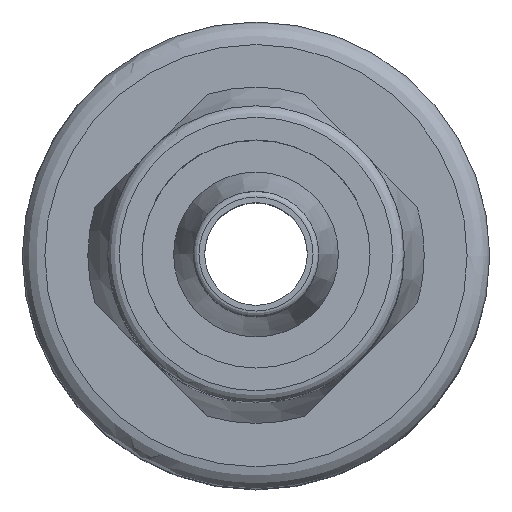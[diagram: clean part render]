
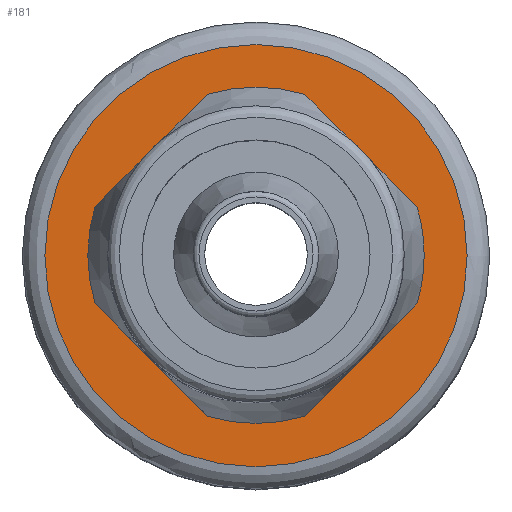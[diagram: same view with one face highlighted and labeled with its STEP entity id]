
A CAD part, top view. The second image highlights one B-rep face of the part: STEP entity #181.
In plain terms, the highlighted planar face has unit normal (0, 0, 1).
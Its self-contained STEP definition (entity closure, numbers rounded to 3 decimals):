
#75=PLANE('',#781);
#181=ADVANCED_FACE('',(#274,#275),#75,.T.);
#228=CIRCLE('',#757,2.6);
#237=CIRCLE('',#780,3.704);
#274=FACE_BOUND('',#337,.T.);
#275=FACE_BOUND('',#338,.T.);
#337=EDGE_LOOP('',(#461));
#338=EDGE_LOOP('',(#462));
#461=ORIENTED_EDGE('',*,*,#640,.F.);
#462=ORIENTED_EDGE('',*,*,#672,.F.);
#572=VERTEX_POINT('',#1068);
#595=VERTEX_POINT('',#1195);
#640=EDGE_CURVE('',#572,#572,#228,.T.);
#672=EDGE_CURVE('',#595,#595,#237,.T.);
#757=AXIS2_PLACEMENT_3D('',#1067,#849,#850);
#780=AXIS2_PLACEMENT_3D('',#1194,#902,#903);
#781=AXIS2_PLACEMENT_3D('',#1196,#904,#905);
#849=DIRECTION('',(0.,0.,1.));
#850=DIRECTION('',(1.,0.,0.));
#902=DIRECTION('',(0.,0.,-1.));
#903=DIRECTION('',(1.,0.,0.));
#904=DIRECTION('',(0.,0.,1.));
#905=DIRECTION('',(0.,-1.,0.));
#1067=CARTESIAN_POINT('',(0.,0.,6.2));
#1068=CARTESIAN_POINT('',(2.6,0.,6.2));
#1194=CARTESIAN_POINT('',(0.,0.,6.2));
#1195=CARTESIAN_POINT('',(3.704,0.,6.2));
#1196=CARTESIAN_POINT('',(-4.075,4.075,6.2));
